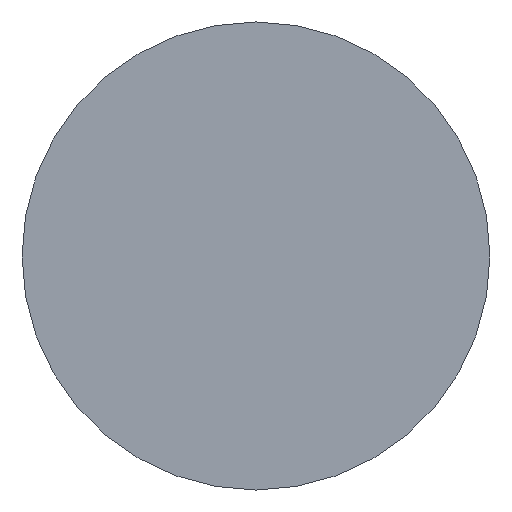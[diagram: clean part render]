
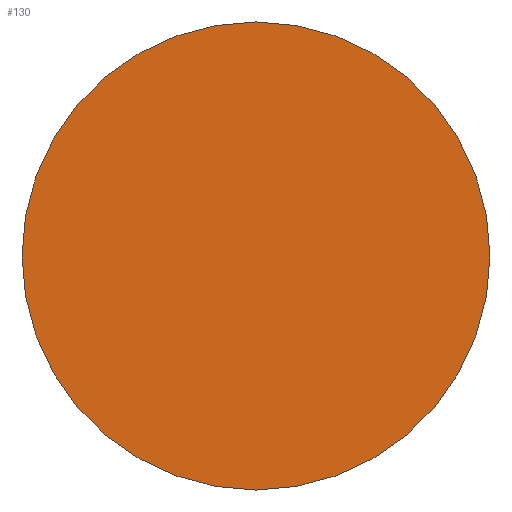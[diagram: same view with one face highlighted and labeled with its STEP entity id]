
A CAD part, left-side view. The second image highlights one B-rep face of the part: STEP entity #130.
In plain terms, the highlighted planar face has unit normal (-1, 0, 0).
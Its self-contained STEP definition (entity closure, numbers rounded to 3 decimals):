
#130=ADVANCED_FACE($,(#136),#132,.T.);
#132=PLANE($,#157);
#136=FACE_OUTER_BOUND($,#140,.T.);
#140=EDGE_LOOP($,(#150));
#141=CIRCLE($,#154,1.156);
#143=VERTEX_POINT('',#172);
#145=EDGE_CURVE($,#143,#143,#141,.T.);
#150=ORIENTED_EDGE($,*,*,#145,.T.);
#154=AXIS2_PLACEMENT_3D($,#173,#162,#163);
#157=AXIS2_PLACEMENT_3D($,#177,#168,#169);
#162=DIRECTION('',(-1.,0.,0.));
#163=DIRECTION('',(0.,0.,1.));
#168=DIRECTION('',(-1.,0.,0.));
#169=DIRECTION('',(0.,1.,0.));
#172=CARTESIAN_POINT('',(-3.048,0.0,0.0));
#173=CARTESIAN_POINT('',(-3.048,0.0,1.156));
#177=CARTESIAN_POINT('',(-3.048,0.0,1.156));
